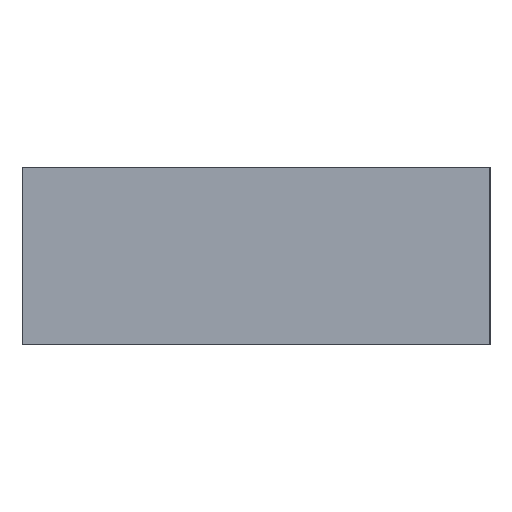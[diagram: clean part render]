
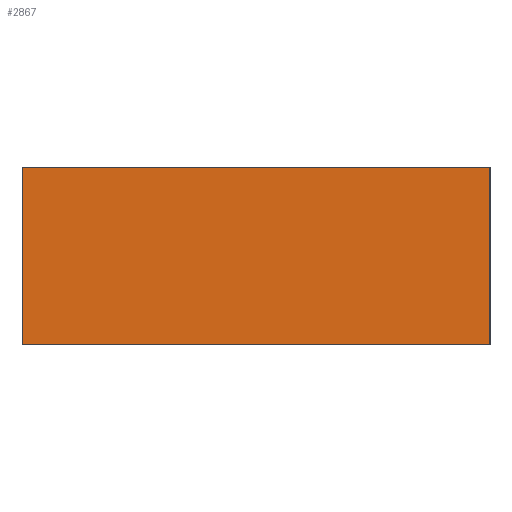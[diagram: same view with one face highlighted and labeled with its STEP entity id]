
A CAD part, left-side view. The second image highlights one B-rep face of the part: STEP entity #2867.
In plain terms, the highlighted planar face has unit normal (-1, 0, 0).
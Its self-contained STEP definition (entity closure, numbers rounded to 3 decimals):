
#19 = FACE_OUTER_BOUND ( 'NONE', #4731, .T. ) ;
#604 = EDGE_CURVE ( 'NONE', #891, #1593, #711, .T. ) ;
#674 = EDGE_CURVE ( 'NONE', #790, #1766, #4954, .T. ) ;
#711 = LINE ( 'NONE', #720, #1854 ) ;
#720 = CARTESIAN_POINT ( 'NONE',  ( -3.5, -2.5, 0.95 ) ) ;
#723 = DIRECTION ( 'NONE',  ( 0., 0., -1. ) ) ;
#790 = VERTEX_POINT ( 'NONE', #1951 ) ;
#891 = VERTEX_POINT ( 'NONE', #1938 ) ;
#1593 = VERTEX_POINT ( 'NONE', #1958 ) ;
#1766 = VERTEX_POINT ( 'NONE', #5496 ) ;
#1854 = VECTOR ( 'NONE', #723, 1000. ) ;
#1938 = CARTESIAN_POINT ( 'NONE',  ( -3.5, -2.5, 0.95 ) ) ;
#1951 = CARTESIAN_POINT ( 'NONE',  ( -3.5, 2.5, 0.95 ) ) ;
#1958 = CARTESIAN_POINT ( 'NONE',  ( -3.5, -2.5, -0.95 ) ) ;
#2867 = ADVANCED_FACE ( 'NONE', ( #19 ), #3819, .F. ) ;
#3018 = LINE ( 'NONE', #3019, #4196 ) ;
#3019 = CARTESIAN_POINT ( 'NONE',  ( -3.5, 2.5, 0.95 ) ) ;
#3020 = DIRECTION ( 'NONE',  ( 0., -1., 0. ) ) ;
#3561 = EDGE_CURVE ( 'NONE', #1766, #1593, #5412, .T. ) ;
#3640 = EDGE_CURVE ( 'NONE', #790, #891, #3018, .T. ) ;
#3819 = PLANE ( 'NONE',  #5036 ) ;
#3820 = CARTESIAN_POINT ( 'NONE',  ( -3.5, 2.5, 0.95 ) ) ;
#3821 = DIRECTION ( 'NONE',  ( 1., 0., 0. ) ) ;
#3822 = DIRECTION ( 'NONE',  ( 0., 1., 0. ) ) ;
#3921 = ORIENTED_EDGE ( 'NONE', *, *, #3561, .T. ) ;
#3934 = ORIENTED_EDGE ( 'NONE', *, *, #674, .T. ) ;
#3935 = ORIENTED_EDGE ( 'NONE', *, *, #3640, .F. ) ;
#3937 = ORIENTED_EDGE ( 'NONE', *, *, #604, .F. ) ;
#4196 = VECTOR ( 'NONE', #3020, 1000. ) ;
#4731 = EDGE_LOOP ( 'NONE', ( #3921, #3937, #3935, #3934 ) ) ;
#4952 = DIRECTION ( 'NONE',  ( 0., 0., -1. ) ) ;
#4953 = CARTESIAN_POINT ( 'NONE',  ( -3.5, 2.5, 0.95 ) ) ;
#4954 = LINE ( 'NONE', #4953, #5115 ) ;
#5022 = VECTOR ( 'NONE', #5414, 1000. ) ;
#5036 = AXIS2_PLACEMENT_3D ( 'NONE', #3820, #3821, #3822 ) ;
#5115 = VECTOR ( 'NONE', #4952, 1000. ) ;
#5412 = LINE ( 'NONE', #5413, #5022 ) ;
#5413 = CARTESIAN_POINT ( 'NONE',  ( -3.5, 2.5, -0.95 ) ) ;
#5414 = DIRECTION ( 'NONE',  ( 0., -1., 0. ) ) ;
#5496 = CARTESIAN_POINT ( 'NONE',  ( -3.5, 2.5, -0.95 ) ) ;
